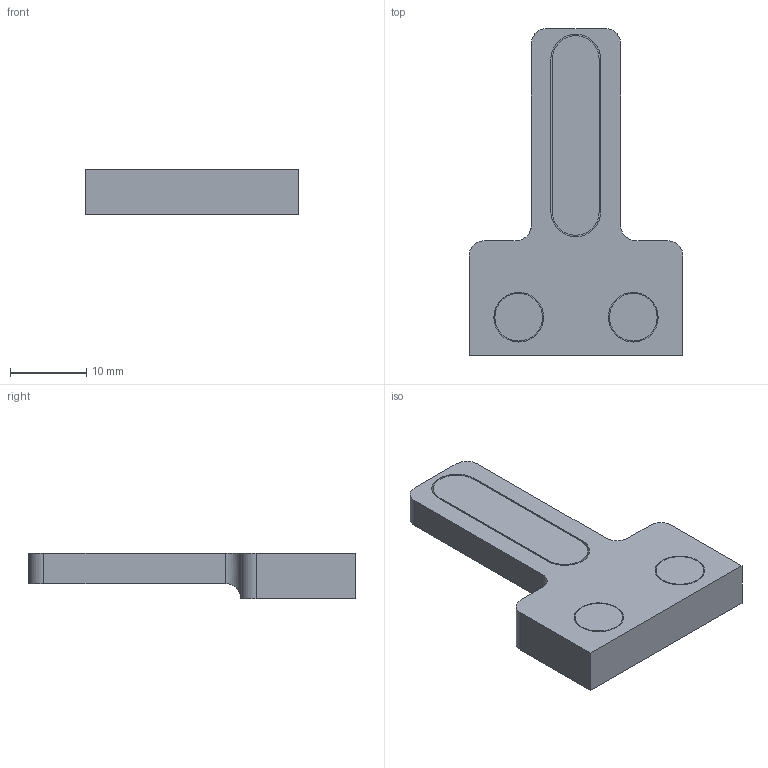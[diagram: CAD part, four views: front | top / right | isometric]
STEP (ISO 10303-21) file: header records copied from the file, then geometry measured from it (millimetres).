
FILE_DESCRIPTION (( 'STEP AP203' ), '1' );
FILE_NAME ('Vertical Servo Arm B.STEP', '2024-05-26T19:47:52', ( '' ), ( '' ), 'SwSTEP 2.0', 'SolidWorks 2024', '' );
FILE_SCHEMA (( 'CONFIG_CONTROL_DESIGN' ));
Length unit declared in the file: millimetre
Products named in the file (1): Vertical Servo Arm B
Bounding box: 28 x 42.79 x 6 mm (x, y, z)
Volume: 3520.6 mm3; surface area: 3070.8 mm2
Topology: 4 solids, 4 shells, 51 faces, 116 edges, 76 vertices
Faces by surface type: plane 26, cylinder 25
Entity records: 1527 total; most frequent: DIRECTION 264, CARTESIAN_POINT 250, ORIENTED_EDGE 232, EDGE_CURVE 116, AXIS2_PLACEMENT_3D 98, VERTEX_POINT 76, LINE 68, VECTOR 68
